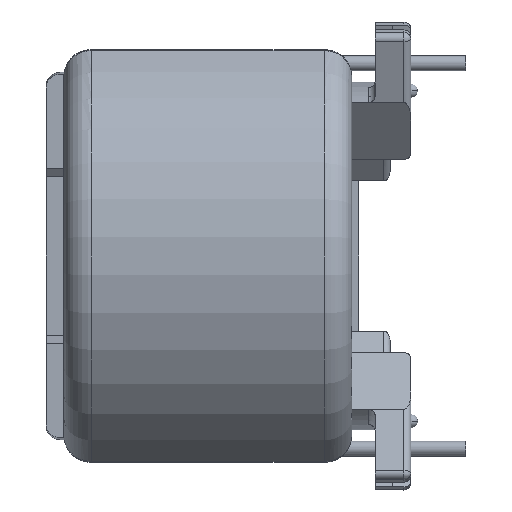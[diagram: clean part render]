
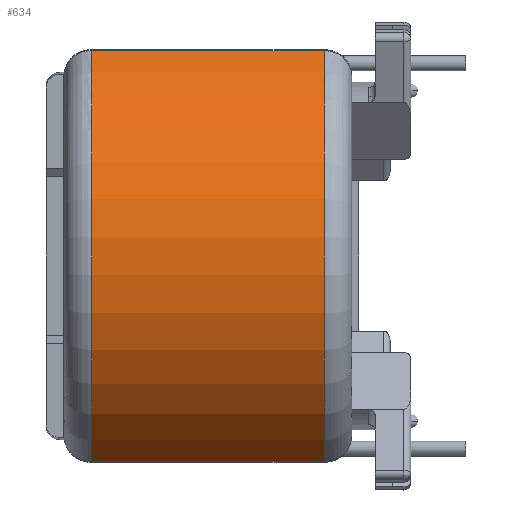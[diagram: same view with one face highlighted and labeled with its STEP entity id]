
A CAD part, left-side view. The second image highlights one B-rep face of the part: STEP entity #634.
In plain terms, the highlighted cylindrical face has radius 17 mm (diameter 34 mm), a partial arc.
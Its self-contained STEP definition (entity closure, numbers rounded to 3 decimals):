
#634 = ADVANCED_FACE ( 'NONE', ( #12718 ), #3790, .T. ) ;
#1514 = EDGE_CURVE ( 'NONE', #7714, #9675, #11326, .T. ) ;
#1792 = AXIS2_PLACEMENT_3D ( 'NONE', #6918, #11961, #8633 ) ;
#3790 = CYLINDRICAL_SURFACE ( 'NONE', #1792, 17. ) ;
#3850 = CARTESIAN_POINT ( 'NONE',  ( 0., 8.45, 0. ) ) ;
#4046 = CARTESIAN_POINT ( 'NONE',  ( -8.139, -8.45, 14.925 ) ) ;
#4346 = ORIENTED_EDGE ( 'NONE', *, *, #1514, .F. ) ;
#4631 = ORIENTED_EDGE ( 'NONE', *, *, #21119, .F. ) ;
#4744 = AXIS2_PLACEMENT_3D ( 'NONE', #3850, #19063, #9066 ) ;
#5453 = EDGE_LOOP ( 'NONE', ( #21391, #4631, #19828, #4346 ) ) ;
#6918 = CARTESIAN_POINT ( 'NONE',  ( 0., 10.45, 0. ) ) ;
#7714 = VERTEX_POINT ( 'NONE', #7903 ) ;
#7903 = CARTESIAN_POINT ( 'NONE',  ( -8.139, -8.45, -14.925 ) ) ;
#8599 = CARTESIAN_POINT ( 'NONE',  ( -8.139, 10.45, -14.925 ) ) ;
#8633 = DIRECTION ( 'NONE',  ( 0., 0., -1. ) ) ;
#9066 = DIRECTION ( 'NONE',  ( 0., 0., 1. ) ) ;
#9395 = VERTEX_POINT ( 'NONE', #16312 ) ;
#9675 = VERTEX_POINT ( 'NONE', #12255 ) ;
#9817 = DIRECTION ( 'NONE',  ( 0., -1., 0. ) ) ;
#11073 = VECTOR ( 'NONE', #11924, 1000. ) ;
#11326 = LINE ( 'NONE', #8599, #11073 ) ;
#11818 = VECTOR ( 'NONE', #9817, 1000. ) ;
#11924 = DIRECTION ( 'NONE',  ( 0., 1., 0. ) ) ;
#11961 = DIRECTION ( 'NONE',  ( 0., -1., 0. ) ) ;
#12255 = CARTESIAN_POINT ( 'NONE',  ( -8.139, 8.45, -14.925 ) ) ;
#12718 = FACE_OUTER_BOUND ( 'NONE', #5453, .T. ) ;
#13457 = AXIS2_PLACEMENT_3D ( 'NONE', #21287, #16281, #19543 ) ;
#15159 = CIRCLE ( 'NONE', #4744, 17. ) ;
#15685 = VERTEX_POINT ( 'NONE', #4046 ) ;
#16281 = DIRECTION ( 'NONE',  ( 0., -1., 0. ) ) ;
#16312 = CARTESIAN_POINT ( 'NONE',  ( -8.139, 8.45, 14.925 ) ) ;
#18282 = CARTESIAN_POINT ( 'NONE',  ( -8.139, 10.45, 14.925 ) ) ;
#19063 = DIRECTION ( 'NONE',  ( 0., 1., 0. ) ) ;
#19455 = EDGE_CURVE ( 'NONE', #9675, #9395, #15159, .T. ) ;
#19543 = DIRECTION ( 'NONE',  ( 0., 0., 1. ) ) ;
#19828 = ORIENTED_EDGE ( 'NONE', *, *, #19455, .F. ) ;
#20162 = LINE ( 'NONE', #18282, #11818 ) ;
#20231 = CIRCLE ( 'NONE', #13457, 17. ) ;
#20348 = EDGE_CURVE ( 'NONE', #15685, #7714, #20231, .T. ) ;
#21119 = EDGE_CURVE ( 'NONE', #9395, #15685, #20162, .T. ) ;
#21287 = CARTESIAN_POINT ( 'NONE',  ( 0., -8.45, 0. ) ) ;
#21391 = ORIENTED_EDGE ( 'NONE', *, *, #20348, .F. ) ;
